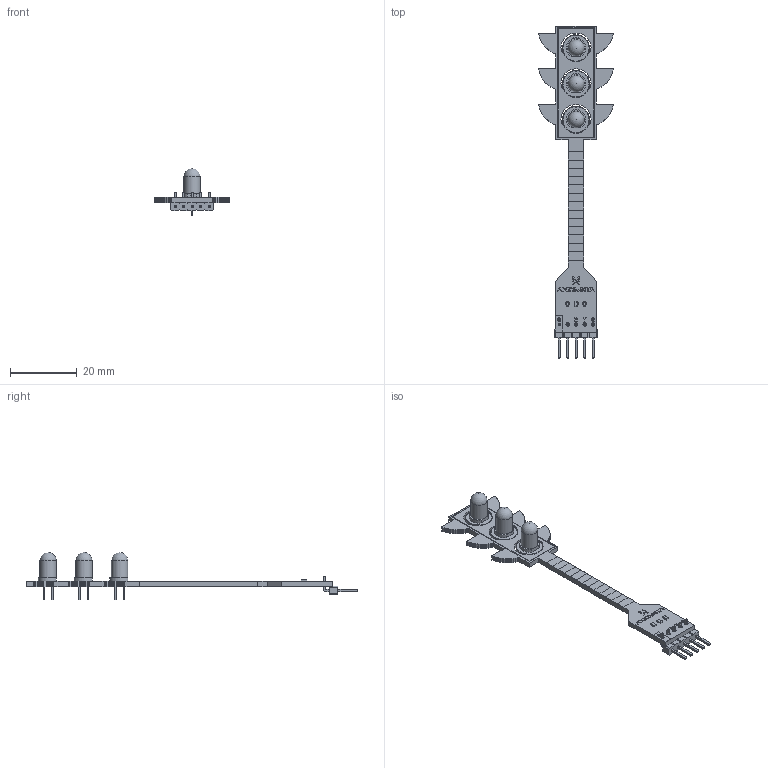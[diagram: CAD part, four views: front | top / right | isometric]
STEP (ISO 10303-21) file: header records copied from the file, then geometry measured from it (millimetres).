
FILE_DESCRIPTION(/* description */ ('KiCad electronic assembly'),/* implementation_level */ '2;1');
FILE_NAME(/* name */ 'AX22-Traffic-Light.step',/* time_stamp */ '2026-01-30T13:42:45+02:00',/* author */ (''),/* organization */ (''),/* preprocessor_version */ 'ST-DEVELOPER v20.1',/* originating_system */ 'Autodesk Translation Framework v14.24.0.0',/* authorisation */ '');
FILE_SCHEMA (('AUTOMOTIVE_DESIGN { 1 0 10303 214 3 1 1 }'));
Length unit declared in the file: millimetre
Products named in the file (6): AX22-Traffic-Light 1; PinHeader_1x05_P2.54mm_Horizontal; AX22_Traffic-Light_silkscreen; AX22_Traffic-Light_PCB; R_0603_1608Metric; LED_D5.0mm
Assembly tree (9 placements, depth 2):
  AX22-Traffic-Light 1
    R_0603_1608Metric  x3
    LED_D5.0mm  x3
    PinHeader_1x05_P2.54mm_Horizontal
    AX22_Traffic-Light_silkscreen
    AX22_Traffic-Light_PCB
Bounding box: 22.57 x 99.34 x 14.1 mm (x, y, z)
Volume: 1954.6 mm3; surface area: 3550.7 mm2
Topology: 8 solids, 79 shells, 598 faces, 2745 edges, 2250 vertices
Faces by surface type: plane 543, cylinder 52, sphere 3
Full cylindrical faces by diameter (mm): 0.9 x6, 1 x5, 4.9 x3
Entity records: 25907 total; most frequent: CARTESIAN_POINT 5184, DIRECTION 3818, ORIENTED_EDGE 3761, EDGE_CURVE 2538, LINE 2318, VECTOR 2318, VERTEX_POINT 2116, AXIS2_PLACEMENT_3D 750
